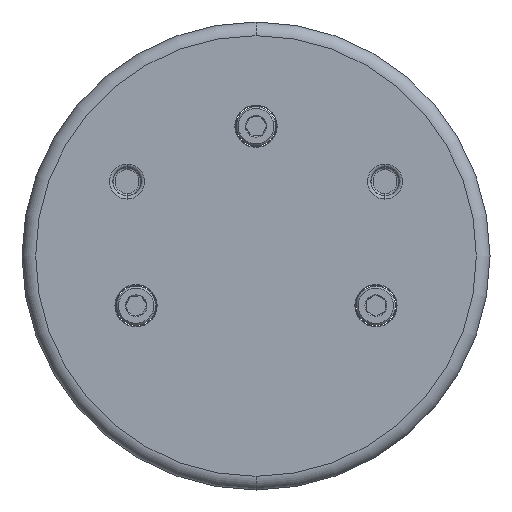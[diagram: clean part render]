
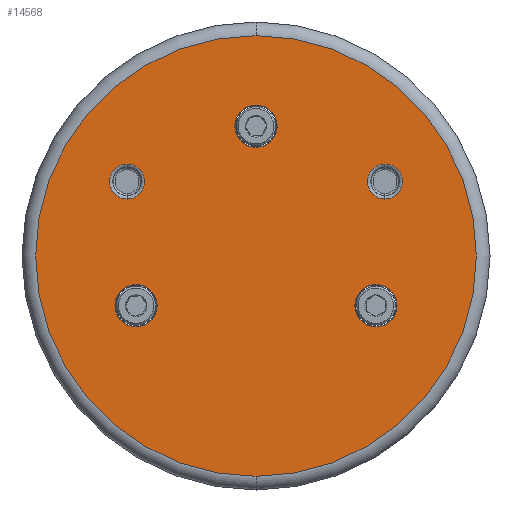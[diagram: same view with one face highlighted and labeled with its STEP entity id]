
A CAD part, front view. The second image highlights one B-rep face of the part: STEP entity #14568.
In plain terms, the highlighted face is planar.
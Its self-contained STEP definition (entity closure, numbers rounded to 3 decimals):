
#13733=CARTESIAN_POINT('',(-19.,0.,0.));
#13734=DIRECTION('',(0.,1.,0.));
#13735=DIRECTION('',(0.,0.,-1.));
#13736=AXIS2_PLACEMENT_3D('',#13733,#13734,#13735);
#13738=CARTESIAN_POINT('',(-19.,0.,0.));
#13739=DIRECTION('',(0.,1.,0.));
#13740=DIRECTION('',(0.,0.,1.));
#13741=AXIS2_PLACEMENT_3D('',#13738,#13739,#13740);
#13743=CARTESIAN_POINT('',(7.271,0.,
-17.554));
#13744=DIRECTION('',(0.,1.,0.));
#13745=DIRECTION('',(0.,0.,-1.));
#13746=AXIS2_PLACEMENT_3D('',#13743,#13744,#13745);
#13748=CARTESIAN_POINT('',(7.271,0.,
-17.554));
#13749=DIRECTION('',(0.,1.,0.));
#13750=DIRECTION('',(0.,0.,1.));
#13751=AXIS2_PLACEMENT_3D('',#13748,#13749,#13750);
#13753=CARTESIAN_POINT('',(7.271,0.,
17.554));
#13754=DIRECTION('',(0.,1.,0.));
#13755=DIRECTION('',(0.,0.,-1.));
#13756=AXIS2_PLACEMENT_3D('',#13753,#13754,#13755);
#13758=CARTESIAN_POINT('',(7.271,0.,
17.554));
#13759=DIRECTION('',(0.,1.,0.));
#13760=DIRECTION('',(0.,0.,1.));
#13761=AXIS2_PLACEMENT_3D('',#13758,#13759,#13760);
#13763=CARTESIAN_POINT('',(0.,0.,0.));
#13764=DIRECTION('',(0.,1.,0.));
#13765=DIRECTION('',(1.,0.,0.));
#13766=AXIS2_PLACEMENT_3D('',#13763,#13764,#13765);
#13768=CARTESIAN_POINT('',(0.,0.,0.));
#13769=DIRECTION('',(0.,1.,0.));
#13770=DIRECTION('',(-1.,0.,0.));
#13771=AXIS2_PLACEMENT_3D('',#13768,#13769,#13770);
#13773=CARTESIAN_POINT('',(-10.899,0.,18.88));
#13774=DIRECTION('',(0.,-1.,0.));
#13775=DIRECTION('',(-1.,0.,0.));
#13776=AXIS2_PLACEMENT_3D('',#13773,#13774,#13775);
#13778=CARTESIAN_POINT('',(-10.899,0.,18.88));
#13779=DIRECTION('',(0.,-1.,0.));
#13780=DIRECTION('',(1.,0.,0.));
#13781=AXIS2_PLACEMENT_3D('',#13778,#13779,#13780);
#13783=CARTESIAN_POINT('',(-10.899,0.,-18.88));
#13784=DIRECTION('',(0.,-1.,0.));
#13785=DIRECTION('',(-1.,0.,0.));
#13786=AXIS2_PLACEMENT_3D('',#13783,#13784,#13785);
#13788=CARTESIAN_POINT('',(-10.899,0.,-18.88));
#13789=DIRECTION('',(0.,-1.,0.));
#13790=DIRECTION('',(1.,0.,0.));
#13791=AXIS2_PLACEMENT_3D('',#13788,#13789,#13790);
#14405=CARTESIAN_POINT('',(32.25,0.,0.));
#14406=CARTESIAN_POINT('',(-32.25,0.,0.));
#14407=VERTEX_POINT('',#14405);
#14408=VERTEX_POINT('',#14406);
#14413=CARTESIAN_POINT('',(-19.,0.,-3.093));
#14414=CARTESIAN_POINT('',(-19.,0.,3.093));
#14415=VERTEX_POINT('',#14413);
#14416=VERTEX_POINT('',#14414);
#14417=CARTESIAN_POINT('',(7.271,0.,
-20.646));
#14418=CARTESIAN_POINT('',(7.271,0.,
-14.461));
#14419=VERTEX_POINT('',#14417);
#14420=VERTEX_POINT('',#14418);
#14421=CARTESIAN_POINT('',(7.271,0.,
14.461));
#14422=CARTESIAN_POINT('',(7.271,0.,
20.646));
#14423=VERTEX_POINT('',#14421);
#14424=VERTEX_POINT('',#14422);
#14441=CARTESIAN_POINT('',(-13.465,0.,18.88));
#14442=CARTESIAN_POINT('',(-8.333,0.,18.88));
#14443=VERTEX_POINT('',#14441);
#14444=VERTEX_POINT('',#14442);
#14449=CARTESIAN_POINT('',(-13.465,0.,-18.88));
#14450=CARTESIAN_POINT('',(-8.333,0.,-18.88));
#14451=VERTEX_POINT('',#14449);
#14452=VERTEX_POINT('',#14450);
#14527=CARTESIAN_POINT('',(0.,0.,0.));
#14528=DIRECTION('',(0.,1.,0.));
#14529=DIRECTION('',(1.,0.,0.));
#14530=AXIS2_PLACEMENT_3D('',#14527,#14528,#14529);
#14531=PLANE('',#14530);
#14533=ORIENTED_EDGE('',*,*,#14532,.F.);
#14535=ORIENTED_EDGE('',*,*,#14534,.F.);
#14536=EDGE_LOOP('',(#14533,#14535));
#14537=FACE_OUTER_BOUND('',#14536,.F.);
#14539=ORIENTED_EDGE('',*,*,#14538,.T.);
#14541=ORIENTED_EDGE('',*,*,#14540,.T.);
#14542=EDGE_LOOP('',(#14539,#14541));
#14543=FACE_BOUND('',#14542,.F.);
#14545=ORIENTED_EDGE('',*,*,#14544,.T.);
#14547=ORIENTED_EDGE('',*,*,#14546,.T.);
#14548=EDGE_LOOP('',(#14545,#14547));
#14549=FACE_BOUND('',#14548,.F.);
#14551=ORIENTED_EDGE('',*,*,#14550,.T.);
#14553=ORIENTED_EDGE('',*,*,#14552,.T.);
#14554=EDGE_LOOP('',(#14551,#14553));
#14555=FACE_BOUND('',#14554,.F.);
#14557=ORIENTED_EDGE('',*,*,#14556,.F.);
#14559=ORIENTED_EDGE('',*,*,#14558,.F.);
#14560=EDGE_LOOP('',(#14557,#14559));
#14561=FACE_BOUND('',#14560,.F.);
#14563=ORIENTED_EDGE('',*,*,#14562,.F.);
#14565=ORIENTED_EDGE('',*,*,#14564,.F.);
#14566=EDGE_LOOP('',(#14563,#14565));
#14567=FACE_BOUND('',#14566,.F.);
#14568=ADVANCED_FACE('',(#14537,#14543,#14549,#14555,#14561,#14567),#14531,.T.);
#13737=CIRCLE('',#13736,3.093);
#13742=CIRCLE('',#13741,3.093);
#13747=CIRCLE('',#13746,3.093);
#13752=CIRCLE('',#13751,3.093);
#13757=CIRCLE('',#13756,3.093);
#13762=CIRCLE('',#13761,3.093);
#13767=CIRCLE('',#13766,32.25);
#13772=CIRCLE('',#13771,32.25);
#13777=CIRCLE('',#13776,2.566);
#13782=CIRCLE('',#13781,2.566);
#13787=CIRCLE('',#13786,2.566);
#13792=CIRCLE('',#13791,2.566);
#14532=EDGE_CURVE('',#14407,#14408,#13767,.T.);
#14534=EDGE_CURVE('',#14408,#14407,#13772,.T.);
#14538=EDGE_CURVE('',#14419,#14420,#13747,.T.);
#14540=EDGE_CURVE('',#14420,#14419,#13752,.T.);
#14544=EDGE_CURVE('',#14423,#14424,#13757,.T.);
#14546=EDGE_CURVE('',#14424,#14423,#13762,.T.);
#14550=EDGE_CURVE('',#14415,#14416,#13737,.T.);
#14552=EDGE_CURVE('',#14416,#14415,#13742,.T.);
#14556=EDGE_CURVE('',#14443,#14444,#13777,.T.);
#14558=EDGE_CURVE('',#14444,#14443,#13782,.T.);
#14562=EDGE_CURVE('',#14451,#14452,#13787,.T.);
#14564=EDGE_CURVE('',#14452,#14451,#13792,.T.);
